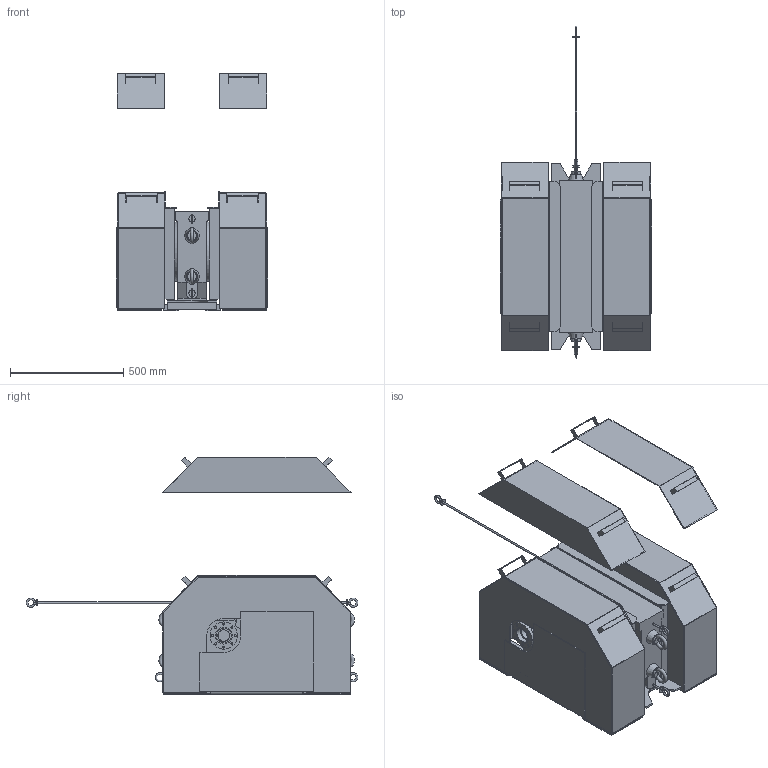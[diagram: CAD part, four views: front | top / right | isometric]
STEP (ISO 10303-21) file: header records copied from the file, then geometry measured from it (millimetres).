
FILE_DESCRIPTION(/* description */ (''),/* implementation_level */ '2;1');
FILE_NAME(/* name */ '206 50HZ',/* time_stamp */ '2021-01-22T08:22:38+01:00',/* author */ (''),/* organization */ (''),/* preprocessor_version */ 'ST-DEVELOPER v16.5',/* originating_system */ 'HiCAD 2019 2402.2 Build 521',/* authorisation */ '');
FILE_SCHEMA (('AUTOMOTIVE_DESIGN { 1 0 10303 214 1 1 1 1 }'));
Length unit declared in the file: millimetre
Products named in the file (31): Root; JR 206 50Hz 0052963_Baugruppe; JR 200; GEHÄUSE; SCHWERPUNKT; Hauben, austauschbar mit teilbaren Hauben (falls vorhanden); Haube JR 200 offen; Blech für Haube offen; Haube JR 200 geschlossen; Blech für Haube geschlossen; Welle + Gewichte Innen; AnschlussFlansch; Fliehgewicht t=15; Fliehgewicht t = 15; JR 206 - Fliehgewicht t  = 60; Welle Gewichte Innen; JR 206 - Fliehgewicht t = 60; Welle + Gewichte Außen; Welle Gewichte Außen; Haubenausbaumaß; Haube; Ölmessstab je nach Einbaulage umpositionieren; Ölmessstab Standard-Pos; Ölmessstab Pos 1; Ölmessstab Pos 2; Ölmessstab Pos 3
Assembly tree (30 placements, depth 5):
  Root
    JR 206 50Hz 0052963_Baugruppe
      JR 200
        GEHÄUSE
          SCHWERPUNKT
      Hauben, austauschbar mit teilbaren Hauben (falls vorhanden)
        Haube JR 200 offen
          Blech für Haube offen
        Haube JR 200 geschlossen
          Blech für Haube geschlossen
      Welle + Gewichte Innen
        AnschlussFlansch
        Fliehgewicht t=15
        Fliehgewicht t = 15
        JR 206 - Fliehgewicht t  = 60
        Welle Gewichte Innen
        JR 206 - Fliehgewicht t = 60
      Welle + Gewichte Außen
        Fliehgewicht t = 15
        Fliehgewicht t = 15
        JR 206 - Fliehgewicht t = 60
        Welle Gewichte Außen
        JR 206 - Fliehgewicht t  = 60
      Haubenausbaumaß
        Haube
        Haube
      Ölmessstab je nach Einbaulage umpositionieren
        Ölmessstab Standard-Pos
        Ölmessstab Pos 1
        Ölmessstab Pos 2
        Ölmessstab Pos 3
Bounding box: 668 x 1462.66 x 1045 mm (x, y, z)
Volume: 75850107.3 mm3; surface area: 9286225.8 mm2
Topology: 27 solids, 27 shells, 569 faces, 1432 edges, 940 vertices
Faces by surface type: plane 429, cylinder 102, cone 21, torus 12, bspline 4, sphere 1
Full cylindrical faces by diameter (mm): 8 x4, 8.5 x8, 26 x8, 28 x4, 40 x4, 52 x3, 65 x9, 75 x1, 76 x1, 80 x2, 81 x4, 120 x1, 150 x4
Entity records: 34033 total; most frequent: CARTESIAN_POINT 6620, DIRECTION 2757, PRESENTATION_STYLE_ASSIGNMENT 2713, COLOUR_RGB 2696, DRAUGHTING_PRE_DEFINED_CURVE_FONT 2688, CURVE_STYLE 2688, OVER_RIDING_STYLED_ITEM 2688, ORIENTED_EDGE 2688
